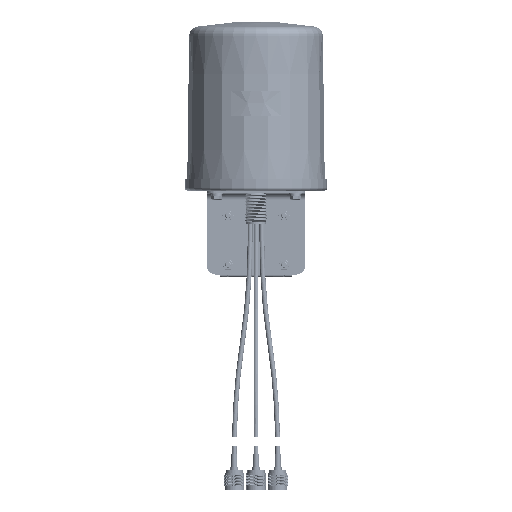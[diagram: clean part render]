
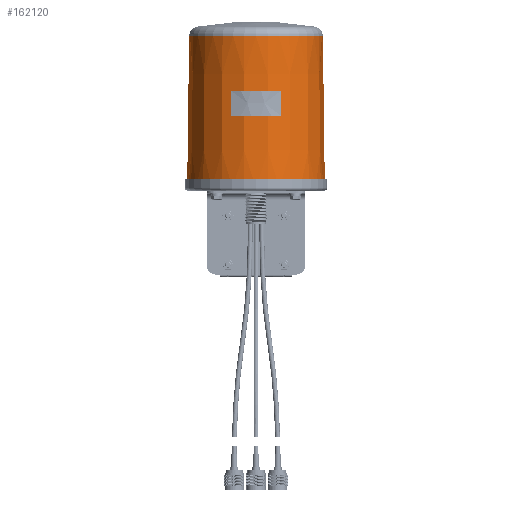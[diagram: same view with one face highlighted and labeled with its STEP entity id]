
A CAD part, top view. The second image highlights one B-rep face of the part: STEP entity #162120.
In plain terms, the highlighted conical face has half-angle 0.739 degrees and reference radius 69 mm.
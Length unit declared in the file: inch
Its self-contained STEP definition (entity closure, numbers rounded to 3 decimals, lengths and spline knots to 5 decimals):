
#994 = CIRCLE ( 'NONE', #44204, 2.67717 ) ;
#5382 = VERTEX_POINT ( 'NONE', #66155 ) ;
#10173 = DIRECTION ( 'NONE',  ( -1., 0., 0. ) ) ;
#11642 = EDGE_LOOP ( 'NONE', ( #60180, #41598, #164652, #63148 ) ) ;
#18722 = CONICAL_SURFACE ( 'NONE', #162893, 2.71654, 0.013 ) ;
#26192 = CARTESIAN_POINT ( 'NONE',  ( 2.75591, 0., 0. ) ) ;
#39778 = EDGE_CURVE ( 'NONE', #141202, #69873, #78489, .T. ) ;
#41133 = VECTOR ( 'NONE', #103000, 39.37008 ) ;
#41598 = ORIENTED_EDGE ( 'NONE', *, *, #39778, .F. ) ;
#44106 = CARTESIAN_POINT ( 'NONE',  ( 0., 3.05118, 0. ) ) ;
#44204 = AXIS2_PLACEMENT_3D ( 'NONE', #178069, #67045, #10173 ) ;
#45879 = FACE_OUTER_BOUND ( 'NONE', #11642, .T. ) ;
#60180 = ORIENTED_EDGE ( 'NONE', *, *, #107357, .T. ) ;
#61190 = CARTESIAN_POINT ( 'NONE',  ( -2.67717, 6.10236, 0. ) ) ;
#63148 = ORIENTED_EDGE ( 'NONE', *, *, #109593, .T. ) ;
#64056 = CARTESIAN_POINT ( 'NONE',  ( 2.67717, 6.10236, 0. ) ) ;
#64431 = CIRCLE ( 'NONE', #168175, 2.75591 ) ;
#66155 = CARTESIAN_POINT ( 'NONE',  ( -2.75591, 0., 0. ) ) ;
#67045 = DIRECTION ( 'NONE',  ( 0., 1., 0. ) ) ;
#69873 = VERTEX_POINT ( 'NONE', #26192 ) ;
#74585 = CARTESIAN_POINT ( 'NONE',  ( 0., 0., 0. ) ) ;
#78489 = LINE ( 'NONE', #64056, #41133 ) ;
#83950 = CARTESIAN_POINT ( 'NONE',  ( 2.67717, 6.10236, 0. ) ) ;
#92158 = VERTEX_POINT ( 'NONE', #61190 ) ;
#95845 = EDGE_CURVE ( 'NONE', #92158, #141202, #994, .T. ) ;
#100001 = CARTESIAN_POINT ( 'NONE',  ( -2.67717, 6.10236, 0. ) ) ;
#103000 = DIRECTION ( 'NONE',  ( 0.013, -1., 0. ) ) ;
#104929 = VECTOR ( 'NONE', #170363, 39.37008 ) ;
#107357 = EDGE_CURVE ( 'NONE', #5382, #69873, #64431, .T. ) ;
#109593 = EDGE_CURVE ( 'NONE', #92158, #5382, #172171, .T. ) ;
#116177 = DIRECTION ( 'NONE',  ( 0., 1., 0. ) ) ;
#129048 = DIRECTION ( 'NONE',  ( 0., -1., 0. ) ) ;
#141202 = VERTEX_POINT ( 'NONE', #83950 ) ;
#156082 = DIRECTION ( 'NONE',  ( -1., 0., 0. ) ) ;
#162120 = ADVANCED_FACE ( 'NONE', ( #45879 ), #18722, .T. ) ;
#162893 = AXIS2_PLACEMENT_3D ( 'NONE', #44106, #129048, #156082 ) ;
#164652 = ORIENTED_EDGE ( 'NONE', *, *, #95845, .F. ) ;
#168175 = AXIS2_PLACEMENT_3D ( 'NONE', #74585, #116177, #171166 ) ;
#170363 = DIRECTION ( 'NONE',  ( -0.013, -1., 0. ) ) ;
#171166 = DIRECTION ( 'NONE',  ( -1., 0., 0. ) ) ;
#172171 = LINE ( 'NONE', #100001, #104929 ) ;
#178069 = CARTESIAN_POINT ( 'NONE',  ( 0., 6.10236, 0. ) ) ;
